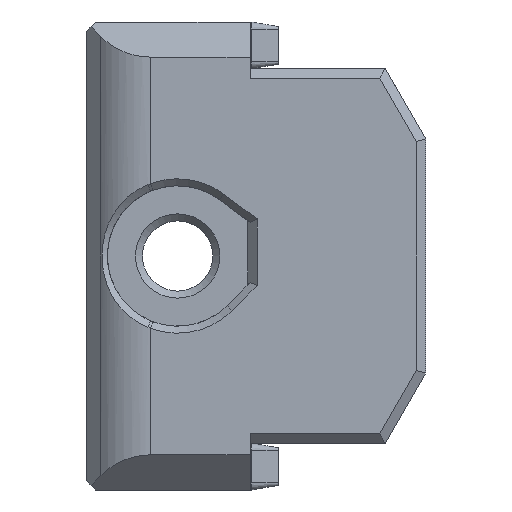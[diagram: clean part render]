
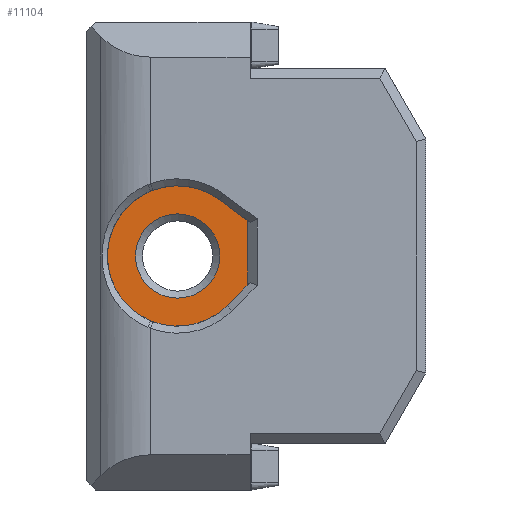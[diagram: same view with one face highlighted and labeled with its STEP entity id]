
A CAD part, front view. The second image highlights one B-rep face of the part: STEP entity #11104.
In plain terms, the highlighted planar face has unit normal (0, -1, 0).
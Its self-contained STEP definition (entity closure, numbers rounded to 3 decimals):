
#8130 = CONICAL_SURFACE('',#8131,1.65,0.785);
#8131 = AXIS2_PLACEMENT_3D('',#8132,#8133,#8134);
#8132 = CARTESIAN_POINT('',(-33.59,-3.85,
    0.));
#8133 = DIRECTION('',(0.,-1.,0.));
#8134 = DIRECTION('',(1.,0.,0.));
#8787 = CYLINDRICAL_SURFACE('',#8788,3.);
#8788 = AXIS2_PLACEMENT_3D('',#8789,#8790,#8791);
#8789 = CARTESIAN_POINT('',(-33.59,-4.,
    0.));
#8790 = DIRECTION('',(0.,-1.,0.));
#8791 = DIRECTION('',(-1.,0.,0.));
#9281 = PLANE('',#9282);
#9282 = AXIS2_PLACEMENT_3D('',#9283,#9284,#9285);
#9283 = CARTESIAN_POINT('',(-30.59,-4.,
    1.509));
#9284 = DIRECTION('',(0.596,0.,0.803)
  );
#9285 = DIRECTION('',(-0.803,0.,0.596)
  );
#9335 = PLANE('',#9336);
#9336 = AXIS2_PLACEMENT_3D('',#9337,#9338,#9339);
#9337 = CARTESIAN_POINT('',(-30.59,-4.,
    -1.243));
#9338 = DIRECTION('',(1.,0.,0.));
#9339 = DIRECTION('',(0.,0.,1.));
#9363 = PLANE('',#9364);
#9364 = AXIS2_PLACEMENT_3D('',#9365,#9366,#9367);
#9365 = CARTESIAN_POINT('',(-31.469,-4.,
    -2.121));
#9366 = DIRECTION('',(0.707,0.,-0.707
    ));
#9367 = DIRECTION('',(0.707,0.,0.707)
  );
#10499 = VERTEX_POINT('',#10500);
#10500 = CARTESIAN_POINT('',(-35.39,-4.,
    0.));
#10521 = EDGE_CURVE('',#10499,#10499,#10522,.T.);
#10522 = SURFACE_CURVE('',#10523,(#10528,#10535),.PCURVE_S1.);
#10523 = CIRCLE('',#10524,1.8);
#10524 = AXIS2_PLACEMENT_3D('',#10525,#10526,#10527);
#10525 = CARTESIAN_POINT('',(-33.59,-4.,
    0.));
#10526 = DIRECTION('',(0.,-1.,0.));
#10527 = DIRECTION('',(1.,0.,0.));
#10528 = PCURVE('',#8130,#10529);
#10529 = DEFINITIONAL_REPRESENTATION('',(#10530),#10534);
#10530 = LINE('',#10531,#10532);
#10531 = CARTESIAN_POINT('',(-6.283,0.15));
#10532 = VECTOR('',#10533,1.);
#10533 = DIRECTION('',(1.,0.));
#10534 = ( GEOMETRIC_REPRESENTATION_CONTEXT(2) 
PARAMETRIC_REPRESENTATION_CONTEXT() REPRESENTATION_CONTEXT('2D SPACE',''
  ) );
#10535 = PCURVE('',#10536,#10541);
#10536 = PLANE('',#10537);
#10537 = AXIS2_PLACEMENT_3D('',#10538,#10539,#10540);
#10538 = CARTESIAN_POINT('',(-33.59,-4.,0.)
  );
#10539 = DIRECTION('',(0.,1.,0.));
#10540 = DIRECTION('',(0.,0.,1.));
#10541 = DEFINITIONAL_REPRESENTATION('',(#10542),#10550);
#10542 = ( BOUNDED_CURVE() B_SPLINE_CURVE(2,(#10543,#10544,#10545,#10546
    ,#10547,#10548,#10549),.UNSPECIFIED.,.T.,.F.) 
B_SPLINE_CURVE_WITH_KNOTS((1,2,2,2,2,1),(-2.094,0.,
    2.094,4.189,6.283,8.378),
.UNSPECIFIED.) CURVE() GEOMETRIC_REPRESENTATION_ITEM() 
RATIONAL_B_SPLINE_CURVE((1.,0.5,1.,0.5,1.,0.5,1.)) REPRESENTATION_ITEM(
  '') );
#10543 = CARTESIAN_POINT('',(0.,1.8));
#10544 = CARTESIAN_POINT('',(3.118,1.8));
#10545 = CARTESIAN_POINT('',(1.559,-0.9));
#10546 = CARTESIAN_POINT('',(0.,-3.6));
#10547 = CARTESIAN_POINT('',(-1.559,-0.9));
#10548 = CARTESIAN_POINT('',(-3.118,1.8));
#10549 = CARTESIAN_POINT('',(0.,1.8));
#10550 = ( GEOMETRIC_REPRESENTATION_CONTEXT(2) 
PARAMETRIC_REPRESENTATION_CONTEXT() REPRESENTATION_CONTEXT('2D SPACE',''
  ) );
#10591 = VERTEX_POINT('',#10592);
#10592 = CARTESIAN_POINT('',(-31.801,-4.,
    2.408));
#10613 = EDGE_CURVE('',#10591,#10614,#10616,.T.);
#10614 = VERTEX_POINT('',#10615);
#10615 = CARTESIAN_POINT('',(-31.469,-4.,
    -2.121));
#10616 = SURFACE_CURVE('',#10617,(#10622,#10629),.PCURVE_S1.);
#10617 = CIRCLE('',#10618,3.);
#10618 = AXIS2_PLACEMENT_3D('',#10619,#10620,#10621);
#10619 = CARTESIAN_POINT('',(-33.59,-4.,
    0.));
#10620 = DIRECTION('',(0.,-1.,0.));
#10621 = DIRECTION('',(-1.,0.,0.));
#10622 = PCURVE('',#8787,#10623);
#10623 = DEFINITIONAL_REPRESENTATION('',(#10624),#10628);
#10624 = LINE('',#10625,#10626);
#10625 = CARTESIAN_POINT('',(-6.283,0.));
#10626 = VECTOR('',#10627,1.);
#10627 = DIRECTION('',(1.,0.));
#10628 = ( GEOMETRIC_REPRESENTATION_CONTEXT(2) 
PARAMETRIC_REPRESENTATION_CONTEXT() REPRESENTATION_CONTEXT('2D SPACE',''
  ) );
#10629 = PCURVE('',#10536,#10630);
#10630 = DEFINITIONAL_REPRESENTATION('',(#10631),#10639);
#10631 = ( BOUNDED_CURVE() B_SPLINE_CURVE(2,(#10632,#10633,#10634,#10635
    ,#10636,#10637,#10638),.UNSPECIFIED.,.T.,.F.) 
B_SPLINE_CURVE_WITH_KNOTS((1,2,2,2,2,1),(-2.094,0.,
    2.094,4.189,6.283,8.378),
.UNSPECIFIED.) CURVE() GEOMETRIC_REPRESENTATION_ITEM() 
RATIONAL_B_SPLINE_CURVE((1.,0.5,1.,0.5,1.,0.5,1.)) REPRESENTATION_ITEM(
  '') );
#10632 = CARTESIAN_POINT('',(0.,-3.));
#10633 = CARTESIAN_POINT('',(-5.196,-3.));
#10634 = CARTESIAN_POINT('',(-2.598,1.5));
#10635 = CARTESIAN_POINT('',(0.,6.));
#10636 = CARTESIAN_POINT('',(2.598,1.5));
#10637 = CARTESIAN_POINT('',(5.196,-3.));
#10638 = CARTESIAN_POINT('',(0.,-3.));
#10639 = ( GEOMETRIC_REPRESENTATION_CONTEXT(2) 
PARAMETRIC_REPRESENTATION_CONTEXT() REPRESENTATION_CONTEXT('2D SPACE',''
  ) );
#10709 = EDGE_CURVE('',#10710,#10591,#10712,.T.);
#10710 = VERTEX_POINT('',#10711);
#10711 = CARTESIAN_POINT('',(-30.59,-4.,
    1.509));
#10712 = SURFACE_CURVE('',#10713,(#10717,#10724),.PCURVE_S1.);
#10713 = LINE('',#10714,#10715);
#10714 = CARTESIAN_POINT('',(-31.801,-4.,
    2.408));
#10715 = VECTOR('',#10716,1.);
#10716 = DIRECTION('',(-0.803,0.,0.596
    ));
#10717 = PCURVE('',#9281,#10718);
#10718 = DEFINITIONAL_REPRESENTATION('',(#10719),#10723);
#10719 = LINE('',#10720,#10721);
#10720 = CARTESIAN_POINT('',(1.509,0.));
#10721 = VECTOR('',#10722,1.);
#10722 = DIRECTION('',(1.,0.));
#10723 = ( GEOMETRIC_REPRESENTATION_CONTEXT(2) 
PARAMETRIC_REPRESENTATION_CONTEXT() REPRESENTATION_CONTEXT('2D SPACE',''
  ) );
#10724 = PCURVE('',#10536,#10725);
#10725 = DEFINITIONAL_REPRESENTATION('',(#10726),#10730);
#10726 = LINE('',#10727,#10728);
#10727 = CARTESIAN_POINT('',(2.408,1.789));
#10728 = VECTOR('',#10729,1.);
#10729 = DIRECTION('',(0.596,-0.803));
#10730 = ( GEOMETRIC_REPRESENTATION_CONTEXT(2) 
PARAMETRIC_REPRESENTATION_CONTEXT() REPRESENTATION_CONTEXT('2D SPACE',''
  ) );
#10759 = EDGE_CURVE('',#10760,#10710,#10762,.T.);
#10760 = VERTEX_POINT('',#10761);
#10761 = CARTESIAN_POINT('',(-30.59,-4.,
    -1.243));
#10762 = SURFACE_CURVE('',#10763,(#10767,#10774),.PCURVE_S1.);
#10763 = LINE('',#10764,#10765);
#10764 = CARTESIAN_POINT('',(-30.59,-4.,
    0.754));
#10765 = VECTOR('',#10766,1.);
#10766 = DIRECTION('',(0.,0.,1.));
#10767 = PCURVE('',#9335,#10768);
#10768 = DEFINITIONAL_REPRESENTATION('',(#10769),#10773);
#10769 = LINE('',#10770,#10771);
#10770 = CARTESIAN_POINT('',(1.997,0.));
#10771 = VECTOR('',#10772,1.);
#10772 = DIRECTION('',(1.,0.));
#10773 = ( GEOMETRIC_REPRESENTATION_CONTEXT(2) 
PARAMETRIC_REPRESENTATION_CONTEXT() REPRESENTATION_CONTEXT('2D SPACE',''
  ) );
#10774 = PCURVE('',#10536,#10775);
#10775 = DEFINITIONAL_REPRESENTATION('',(#10776),#10780);
#10776 = LINE('',#10777,#10778);
#10777 = CARTESIAN_POINT('',(0.754,3.));
#10778 = VECTOR('',#10779,1.);
#10779 = DIRECTION('',(1.,0.));
#10780 = ( GEOMETRIC_REPRESENTATION_CONTEXT(2) 
PARAMETRIC_REPRESENTATION_CONTEXT() REPRESENTATION_CONTEXT('2D SPACE',''
  ) );
#10809 = EDGE_CURVE('',#10614,#10760,#10810,.T.);
#10810 = SURFACE_CURVE('',#10811,(#10815,#10822),.PCURVE_S1.);
#10811 = LINE('',#10812,#10813);
#10812 = CARTESIAN_POINT('',(-31.029,-4.,
    -1.682));
#10813 = VECTOR('',#10814,1.);
#10814 = DIRECTION('',(0.707,0.,0.707
    ));
#10815 = PCURVE('',#9363,#10816);
#10816 = DEFINITIONAL_REPRESENTATION('',(#10817),#10821);
#10817 = LINE('',#10818,#10819);
#10818 = CARTESIAN_POINT('',(0.621,0.));
#10819 = VECTOR('',#10820,1.);
#10820 = DIRECTION('',(1.,0.));
#10821 = ( GEOMETRIC_REPRESENTATION_CONTEXT(2) 
PARAMETRIC_REPRESENTATION_CONTEXT() REPRESENTATION_CONTEXT('2D SPACE',''
  ) );
#10822 = PCURVE('',#10536,#10823);
#10823 = DEFINITIONAL_REPRESENTATION('',(#10824),#10828);
#10824 = LINE('',#10825,#10826);
#10825 = CARTESIAN_POINT('',(-1.682,2.561));
#10826 = VECTOR('',#10827,1.);
#10827 = DIRECTION('',(0.707,0.707));
#10828 = ( GEOMETRIC_REPRESENTATION_CONTEXT(2) 
PARAMETRIC_REPRESENTATION_CONTEXT() REPRESENTATION_CONTEXT('2D SPACE',''
  ) );
#11104 = ADVANCED_FACE('',(#11105,#11111),#10536,.F.);
#11105 = FACE_BOUND('',#11106,.T.);
#11106 = EDGE_LOOP('',(#11107,#11108,#11109,#11110));
#11107 = ORIENTED_EDGE('',*,*,#10709,.T.);
#11108 = ORIENTED_EDGE('',*,*,#10613,.T.);
#11109 = ORIENTED_EDGE('',*,*,#10809,.T.);
#11110 = ORIENTED_EDGE('',*,*,#10759,.T.);
#11111 = FACE_BOUND('',#11112,.T.);
#11112 = EDGE_LOOP('',(#11113));
#11113 = ORIENTED_EDGE('',*,*,#10521,.F.);
